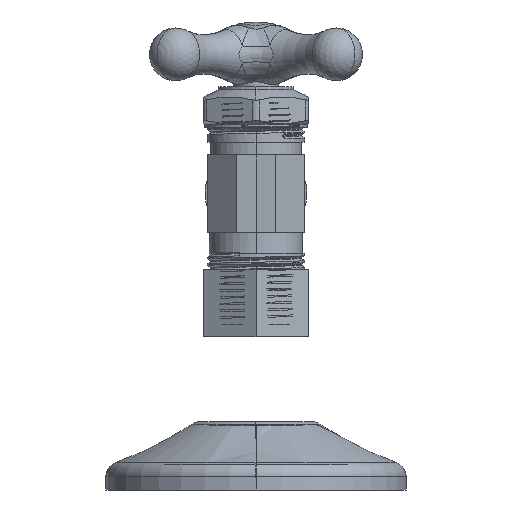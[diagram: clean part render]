
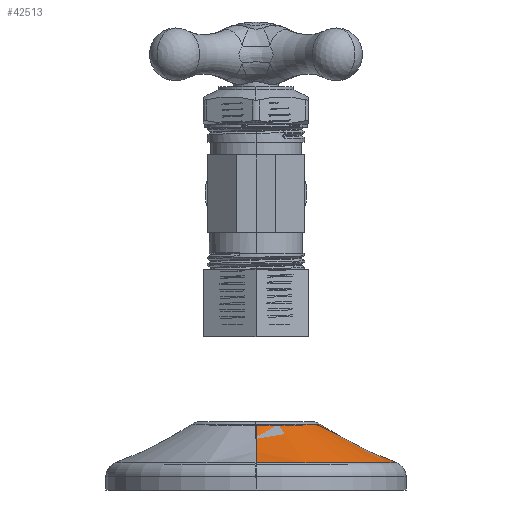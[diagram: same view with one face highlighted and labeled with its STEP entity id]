
A CAD part, front view. The second image highlights one B-rep face of the part: STEP entity #42513.
In plain terms, the highlighted free-form (B-spline) face has degree [3, 3] with [7, 4] control points.
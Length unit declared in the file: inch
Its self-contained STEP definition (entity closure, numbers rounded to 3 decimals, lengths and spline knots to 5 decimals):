
#42370=CARTESIAN_POINT('',(0.,0.,-2.24049));
#42371=DIRECTION('',(0.,0.,1.));
#42372=DIRECTION('',(0.,-1.,0.));
#42373=AXIS2_PLACEMENT_3D('',#42370,#42371,#42372);
#42375=CARTESIAN_POINT('',(0.,-2.18932,0.58016));
#42376=DIRECTION('',(-1.,0.,0.));
#42377=DIRECTION('',(0.,0.553,-0.833));
#42378=AXIS2_PLACEMENT_3D('',#42375,#42376,#42377);
#42380=CARTESIAN_POINT('',(0.,0.,-1.91983));
#42381=DIRECTION('',(0.,0.,1.));
#42382=DIRECTION('',(0.,-1.,0.));
#42383=AXIS2_PLACEMENT_3D('',#42380,#42381,#42382);
#42385=CARTESIAN_POINT('',(0.,2.18932,
0.58016));
#42386=DIRECTION('',(-1.,0.,0.));
#42387=DIRECTION('',(0.,-0.341,-0.94));
#42388=AXIS2_PLACEMENT_3D('',#42385,#42386,#42387);
#42432=CARTESIAN_POINT('',(0.,-0.53099,
-1.91983));
#42433=CARTESIAN_POINT('',(0.,0.53099,
-1.91983));
#42434=VERTEX_POINT('',#42432);
#42435=VERTEX_POINT('',#42433);
#42440=CARTESIAN_POINT('',(0.,1.16757,-2.24049));
#42441=CARTESIAN_POINT('',(0.,-1.16757,
-2.24049));
#42442=VERTEX_POINT('',#42440);
#42443=VERTEX_POINT('',#42441);
#42475=CARTESIAN_POINT('',(-0.0743,1.18089,
-2.24611));
#42476=CARTESIAN_POINT('',(-0.05951,0.94593,
-2.16231));
#42477=CARTESIAN_POINT('',(-0.0455,0.7232,
-2.04989));
#42478=CARTESIAN_POINT('',(-0.03247,0.51613,
-1.9106));
#42479=CARTESIAN_POINT('',(0.65242,1.22661,
-2.24611));
#42480=CARTESIAN_POINT('',(0.52261,0.98256,
-2.16231));
#42481=CARTESIAN_POINT('',(0.39955,0.7512,
-2.04989));
#42482=CARTESIAN_POINT('',(0.28516,0.53612,
-1.9106));
#42483=CARTESIAN_POINT('',(1.18322,0.72815,
-2.24611));
#42484=CARTESIAN_POINT('',(0.9478,0.58328,
-2.16231));
#42485=CARTESIAN_POINT('',(0.72463,0.44593,
-2.04989));
#42486=CARTESIAN_POINT('',(0.51715,0.31826,
-1.9106));
#42487=CARTESIAN_POINT('',(1.18322,0.,
-2.24611));
#42488=CARTESIAN_POINT('',(0.9478,0.,
-2.16231));
#42489=CARTESIAN_POINT('',(0.72463,0.,
-2.04989));
#42490=CARTESIAN_POINT('',(0.51715,0.,
-1.9106));
#42491=CARTESIAN_POINT('',(1.18322,-0.72815,
-2.24611));
#42492=CARTESIAN_POINT('',(0.9478,-0.58328,
-2.16231));
#42493=CARTESIAN_POINT('',(0.72463,-0.44593,
-2.04989));
#42494=CARTESIAN_POINT('',(0.51715,-0.31826,
-1.9106));
#42495=CARTESIAN_POINT('',(0.65242,-1.22661,
-2.24611));
#42496=CARTESIAN_POINT('',(0.52261,-0.98256,
-2.16231));
#42497=CARTESIAN_POINT('',(0.39955,-0.7512,
-2.04989));
#42498=CARTESIAN_POINT('',(0.28516,-0.53612,
-1.9106));
#42499=CARTESIAN_POINT('',(-0.0743,-1.18089,
-2.24611));
#42500=CARTESIAN_POINT('',(-0.05951,-0.94593,
-2.16231));
#42501=CARTESIAN_POINT('',(-0.0455,-0.7232,
-2.04989));
#42502=CARTESIAN_POINT('',(-0.03247,-0.51613,
-1.9106));
#42503=(BOUNDED_SURFACE()B_SPLINE_SURFACE(3,3,((#42475,#42476,#42477,#42478),(
#42479,#42480,#42481,#42482),(#42483,#42484,#42485,#42486),(#42487,#42488,
#42489,#42490),(#42491,#42492,#42493,#42494),(#42495,#42496,#42497,#42498),(
#42499,#42500,#42501,#42502)),.UNSPECIFIED.,.F.,.F.,.F.)B_SPLINE_SURFACE_WITH_KNOTS((4,3,4),(4,4),(0.,1.,2.),(0.,1.),.UNSPECIFIED.)GEOMETRIC_REPRESENTATION_ITEM()RATIONAL_B_SPLINE_SURFACE(((1.192,1.186,
1.186,1.192),(0.941,0.936,
0.936,0.941),(0.941,0.936,
0.936,0.941),(1.192,1.186,
1.186,1.192),(0.941,0.936,
0.936,0.941),(0.941,0.936,
0.936,0.941),(1.192,1.186,
1.186,1.192)))REPRESENTATION_ITEM('')SURFACE());
#42504=ORIENTED_EDGE('',*,*,#42465,.F.);
#42506=ORIENTED_EDGE('',*,*,#42505,.F.);
#42508=ORIENTED_EDGE('',*,*,#42507,.T.);
#42510=ORIENTED_EDGE('',*,*,#42509,.F.);
#42511=EDGE_LOOP('',(#42504,#42506,#42508,#42510));
#42512=FACE_OUTER_BOUND('',#42511,.F.);
#42513=ADVANCED_FACE('',(#42512),#42503,.F.);
#42374=CIRCLE('',#42373,1.16757);
#42379=CIRCLE('',#42378,3.);
#42384=CIRCLE('',#42383,0.53099);
#42389=CIRCLE('',#42388,3.);
#42465=EDGE_CURVE('',#42443,#42442,#42374,.T.);
#42505=EDGE_CURVE('',#42434,#42443,#42379,.T.);
#42507=EDGE_CURVE('',#42434,#42435,#42384,.T.);
#42509=EDGE_CURVE('',#42442,#42435,#42389,.T.);
